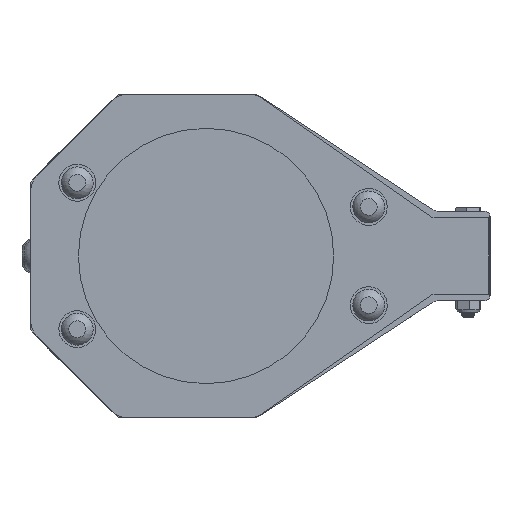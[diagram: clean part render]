
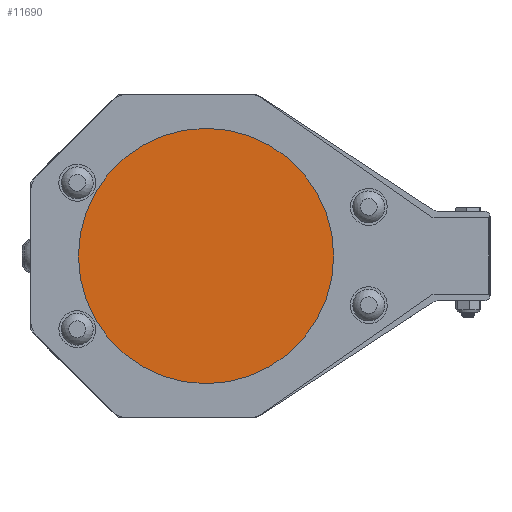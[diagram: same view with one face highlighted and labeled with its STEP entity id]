
A CAD part, left-side view. The second image highlights one B-rep face of the part: STEP entity #11690.
In plain terms, the highlighted planar face has unit normal (-1, 0, 0).
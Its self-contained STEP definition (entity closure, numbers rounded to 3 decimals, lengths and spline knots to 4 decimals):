
#1751=PLANE('',#12993);
#3039=FACE_OUTER_BOUND('',#4047,.T.);
#4047=EDGE_LOOP('',(#10561));
#5152=CIRCLE('',#12992,1.5);
#6168=VERTEX_POINT('',#47991);
#7666=EDGE_CURVE('',#6168,#6168,#5152,.T.);
#10561=ORIENTED_EDGE('',*,*,#7666,.T.);
#11690=ADVANCED_FACE('',(#3039),#1751,.T.);
#12992=AXIS2_PLACEMENT_3D('',#47992,#15969,#15970);
#12993=AXIS2_PLACEMENT_3D('',#47993,#15971,#15972);
#15969=DIRECTION('center_axis',(-1.,0.,0.));
#15970=DIRECTION('ref_axis',(0.,0.,-1.));
#15971=DIRECTION('center_axis',(-1.,0.,0.));
#15972=DIRECTION('ref_axis',(0.,0.,1.));
#47991=CARTESIAN_POINT('',(-26.6182,0.,1.5));
#47992=CARTESIAN_POINT('Origin',(-26.6182,0.,0.));
#47993=CARTESIAN_POINT('Origin',(-26.6182,0.,
0.));
